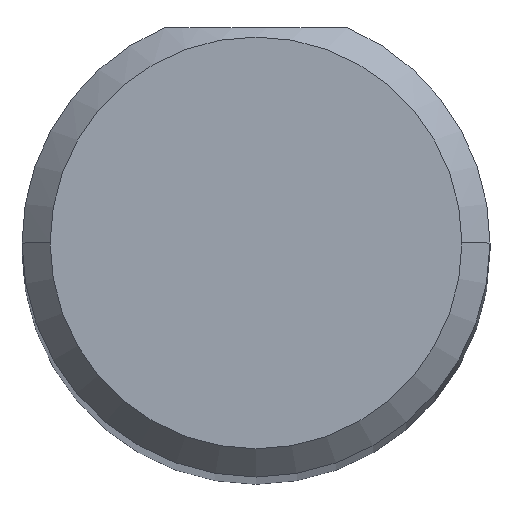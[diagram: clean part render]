
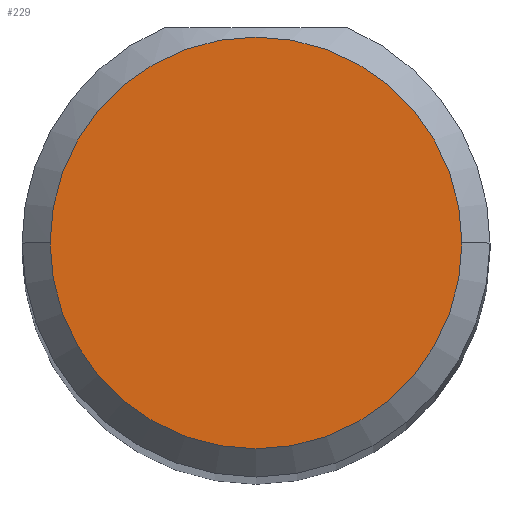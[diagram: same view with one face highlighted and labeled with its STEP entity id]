
A CAD part, top view. The second image highlights one B-rep face of the part: STEP entity #229.
In plain terms, the highlighted planar face has unit normal (0, 0, 1).
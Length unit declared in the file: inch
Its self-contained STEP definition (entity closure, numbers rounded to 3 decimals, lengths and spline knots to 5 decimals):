
#2 = EDGE_CURVE ( 'NONE', #393, #442, #271, .T. ) ;
#41 = DIRECTION ( 'NONE',  ( 0., 0., 1. ) ) ;
#116 = CARTESIAN_POINT ( 'NONE',  ( 0.5, 0., 2.5 ) ) ;
#118 = EDGE_LOOP ( 'NONE', ( #282, #197 ) ) ;
#119 = CARTESIAN_POINT ( 'NONE',  ( 0.61, 0., 2.5 ) ) ;
#124 = CARTESIAN_POINT ( 'NONE',  ( 0.39, 0., 2.5 ) ) ;
#151 = DIRECTION ( 'NONE',  ( -1., 0., 0. ) ) ;
#158 = CIRCLE ( 'NONE', #500, 0.11 ) ;
#197 = ORIENTED_EDGE ( 'NONE', *, *, #653, .F. ) ;
#229 = ADVANCED_FACE ( 'NONE', ( #584 ), #537, .T. ) ;
#271 = CIRCLE ( 'NONE', #351, 0.11 ) ;
#282 = ORIENTED_EDGE ( 'NONE', *, *, #2, .F. ) ;
#291 = DIRECTION ( 'NONE',  ( -1., 0., 0. ) ) ;
#332 = DIRECTION ( 'NONE',  ( 0., 0., -1. ) ) ;
#349 = CARTESIAN_POINT ( 'NONE',  ( 0.5, 0., 2.5 ) ) ;
#351 = AXIS2_PLACEMENT_3D ( 'NONE', #349, #678, #291 ) ;
#393 = VERTEX_POINT ( 'NONE', #119 ) ;
#439 = DIRECTION ( 'NONE',  ( -1., 0., 0. ) ) ;
#442 = VERTEX_POINT ( 'NONE', #124 ) ;
#500 = AXIS2_PLACEMENT_3D ( 'NONE', #116, #332, #439 ) ;
#537 = PLANE ( 'NONE',  #656 ) ;
#584 = FACE_OUTER_BOUND ( 'NONE', #118, .T. ) ;
#590 = CARTESIAN_POINT ( 'NONE',  ( 0.5, 0., 2.5 ) ) ;
#653 = EDGE_CURVE ( 'NONE', #442, #393, #158, .T. ) ;
#656 = AXIS2_PLACEMENT_3D ( 'NONE', #590, #41, #151 ) ;
#678 = DIRECTION ( 'NONE',  ( 0., 0., -1. ) ) ;
